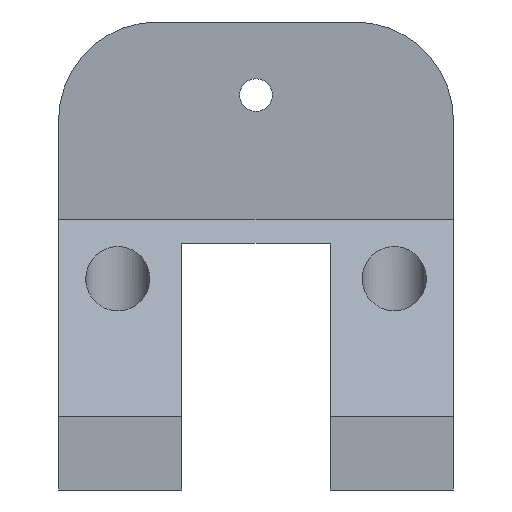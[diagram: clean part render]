
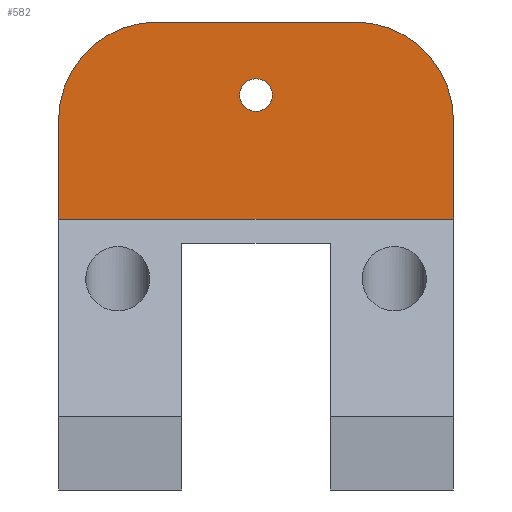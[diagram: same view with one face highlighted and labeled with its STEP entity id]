
A CAD part, front view. The second image highlights one B-rep face of the part: STEP entity #582.
In plain terms, the highlighted planar face has unit normal (0, -1, 0).
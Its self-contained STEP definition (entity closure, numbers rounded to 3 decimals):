
#22=FACE_BOUND('',#97,.T.);
#37=PLANE('',#638);
#59=FACE_OUTER_BOUND('',#96,.T.);
#96=EDGE_LOOP('',(#433,#434,#435,#436,#437,#438));
#97=EDGE_LOOP('',(#439));
#142=LINE('',#876,#196);
#152=LINE('',#909,#206);
#153=LINE('',#911,#207);
#154=LINE('',#912,#208);
#196=VECTOR('',#699,10.);
#206=VECTOR('',#729,10.);
#207=VECTOR('',#730,10.);
#208=VECTOR('',#731,10.);
#246=CIRCLE('',#626,10.);
#252=CIRCLE('',#635,10.);
#253=CIRCLE('',#637,1.65);
#270=VERTEX_POINT('',#863);
#271=VERTEX_POINT('',#864);
#275=VERTEX_POINT('',#874);
#286=VERTEX_POINT('',#900);
#287=VERTEX_POINT('',#904);
#288=VERTEX_POINT('',#908);
#289=VERTEX_POINT('',#910);
#324=EDGE_CURVE('',#270,#271,#246,.T.);
#330=EDGE_CURVE('',#270,#275,#142,.T.);
#343=EDGE_CURVE('',#286,#275,#252,.T.);
#345=EDGE_CURVE('',#287,#287,#253,.T.);
#346=EDGE_CURVE('',#288,#286,#152,.T.);
#347=EDGE_CURVE('',#289,#288,#153,.T.);
#348=EDGE_CURVE('',#271,#289,#154,.T.);
#433=ORIENTED_EDGE('',*,*,#324,.F.);
#434=ORIENTED_EDGE('',*,*,#330,.T.);
#435=ORIENTED_EDGE('',*,*,#343,.F.);
#436=ORIENTED_EDGE('',*,*,#346,.F.);
#437=ORIENTED_EDGE('',*,*,#347,.F.);
#438=ORIENTED_EDGE('',*,*,#348,.F.);
#439=ORIENTED_EDGE('',*,*,#345,.T.);
#582=ADVANCED_FACE('',(#59,#22),#37,.F.);
#626=AXIS2_PLACEMENT_3D('',#865,#689,#690);
#635=AXIS2_PLACEMENT_3D('',#902,#720,#721);
#637=AXIS2_PLACEMENT_3D('',#906,#725,#726);
#638=AXIS2_PLACEMENT_3D('',#907,#727,#728);
#689=DIRECTION('center_axis',(0.,1.,0.));
#690=DIRECTION('ref_axis',(0.707,0.,0.707));
#699=DIRECTION('',(-1.,0.,0.));
#720=DIRECTION('center_axis',(0.,1.,0.));
#721=DIRECTION('ref_axis',(-0.707,0.,0.707));
#725=DIRECTION('center_axis',(0.,1.,0.));
#726=DIRECTION('ref_axis',(0.,0.,1.));
#727=DIRECTION('center_axis',(0.,1.,0.));
#728=DIRECTION('ref_axis',(1.,0.,0.));
#729=DIRECTION('',(0.,0.,1.));
#730=DIRECTION('',(-1.,0.,0.));
#731=DIRECTION('',(0.,0.,-1.));
#863=CARTESIAN_POINT('',(10.,20.,47.4));
#864=CARTESIAN_POINT('',(20.,20.,37.4));
#865=CARTESIAN_POINT('Origin',(10.,20.,37.4));
#874=CARTESIAN_POINT('',(-10.,20.,47.4));
#876=CARTESIAN_POINT('',(-21.5,20.,47.4));
#900=CARTESIAN_POINT('',(-20.,20.,37.4));
#902=CARTESIAN_POINT('Origin',(-10.,20.,37.4));
#904=CARTESIAN_POINT('',(0.,20.,38.35));
#906=CARTESIAN_POINT('Origin',(0.,20.,40.));
#907=CARTESIAN_POINT('Origin',(-23.,20.,62.4));
#908=CARTESIAN_POINT('',(-20.,20.,27.4));
#909=CARTESIAN_POINT('',(-20.,20.,31.2));
#910=CARTESIAN_POINT('',(20.,20.,27.4));
#911=CARTESIAN_POINT('',(-3.25,20.,27.4));
#912=CARTESIAN_POINT('',(20.,20.,31.2));
